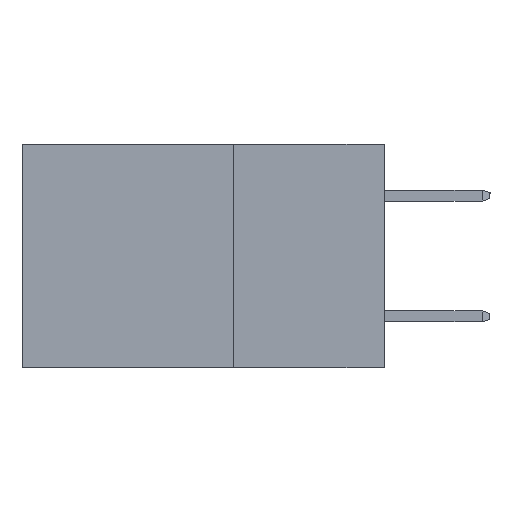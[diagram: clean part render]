
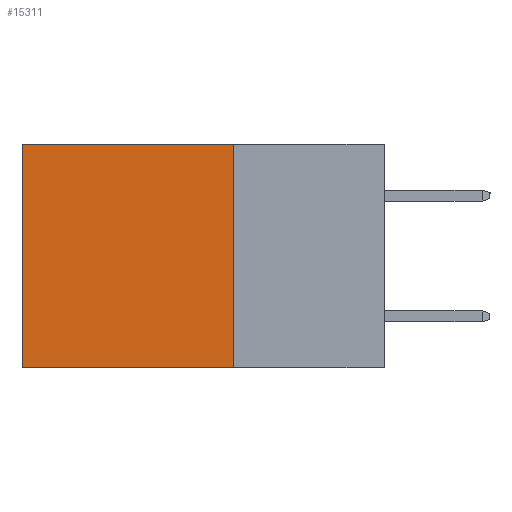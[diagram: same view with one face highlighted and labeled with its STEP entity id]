
A CAD part, left-side view. The second image highlights one B-rep face of the part: STEP entity #15311.
In plain terms, the highlighted planar face has unit normal (-1, 0, 0).
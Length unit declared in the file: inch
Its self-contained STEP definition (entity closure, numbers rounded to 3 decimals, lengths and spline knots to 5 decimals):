
#387 = CARTESIAN_POINT ( 'NONE',  ( 0.2615, 0.25, -0.37 ) ) ;
#526 = ORIENTED_EDGE ( 'NONE', *, *, #1880, .T. ) ;
#1390 = VECTOR ( 'NONE', #16129, 39.37008 ) ;
#1880 = EDGE_CURVE ( 'NONE', #7999, #10362, #3777, .T. ) ;
#2181 = CARTESIAN_POINT ( 'NONE',  ( 0.2615, 0.25, 0. ) ) ;
#2598 = CARTESIAN_POINT ( 'NONE',  ( 0.2615, 0.6, 0. ) ) ;
#2898 = EDGE_CURVE ( 'NONE', #7999, #13856, #15485, .T. ) ;
#2948 = DIRECTION ( 'NONE',  ( 0., 1., 0. ) ) ;
#2974 = DIRECTION ( 'NONE',  ( 0., 0., -1. ) ) ;
#3376 = DIRECTION ( 'NONE',  ( 0., 1., 0. ) ) ;
#3777 = LINE ( 'NONE', #9317, #13187 ) ;
#5086 = LINE ( 'NONE', #10623, #1390 ) ;
#5445 = ORIENTED_EDGE ( 'NONE', *, *, #6583, .F. ) ;
#5648 = CARTESIAN_POINT ( 'NONE',  ( 0.2615, 0.25, -0.37 ) ) ;
#6304 = VECTOR ( 'NONE', #3376, 39.37008 ) ;
#6583 = EDGE_CURVE ( 'NONE', #13856, #16862, #7729, .T. ) ;
#6848 = EDGE_CURVE ( 'NONE', #10362, #16862, #5086, .T. ) ;
#6927 = CARTESIAN_POINT ( 'NONE',  ( 0.2615, 0.6, -0.37 ) ) ;
#7105 = PLANE ( 'NONE',  #7702 ) ;
#7702 = AXIS2_PLACEMENT_3D ( 'NONE', #387, #8719, #14238 ) ;
#7729 = LINE ( 'NONE', #14507, #6304 ) ;
#7999 = VERTEX_POINT ( 'NONE', #2181 ) ;
#8719 = DIRECTION ( 'NONE',  ( 1., 0., 0. ) ) ;
#9317 = CARTESIAN_POINT ( 'NONE',  ( 0.2615, 0.25, 0. ) ) ;
#10362 = VERTEX_POINT ( 'NONE', #2598 ) ;
#10623 = CARTESIAN_POINT ( 'NONE',  ( 0.2615, 0.6, -0.37 ) ) ;
#11523 = ORIENTED_EDGE ( 'NONE', *, *, #6848, .T. ) ;
#12804 = FACE_OUTER_BOUND ( 'NONE', #12958, .T. ) ;
#12958 = EDGE_LOOP ( 'NONE', ( #11523, #5445, #16924, #526 ) ) ;
#13187 = VECTOR ( 'NONE', #2948, 39.37008 ) ;
#13856 = VERTEX_POINT ( 'NONE', #5648 ) ;
#14238 = DIRECTION ( 'NONE',  ( 0., 0., -1. ) ) ;
#14507 = CARTESIAN_POINT ( 'NONE',  ( 0.2615, 0.25, -0.37 ) ) ;
#15311 = ADVANCED_FACE ( 'NONE', ( #12804 ), #7105, .F. ) ;
#15485 = LINE ( 'NONE', #16654, #16640 ) ;
#16129 = DIRECTION ( 'NONE',  ( 0., 0., -1. ) ) ;
#16640 = VECTOR ( 'NONE', #2974, 39.37008 ) ;
#16654 = CARTESIAN_POINT ( 'NONE',  ( 0.2615, 0.25, -0.37 ) ) ;
#16862 = VERTEX_POINT ( 'NONE', #6927 ) ;
#16924 = ORIENTED_EDGE ( 'NONE', *, *, #2898, .F. ) ;
